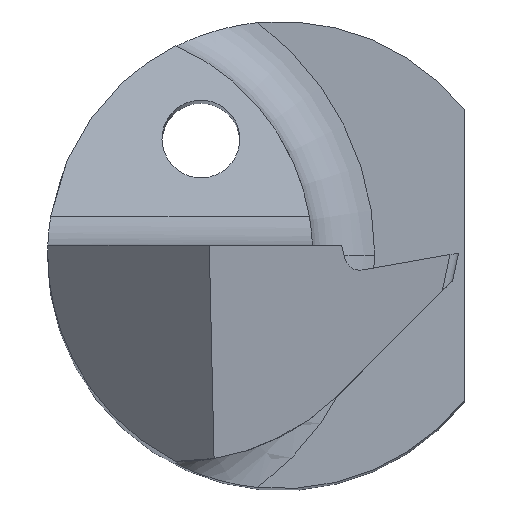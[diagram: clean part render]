
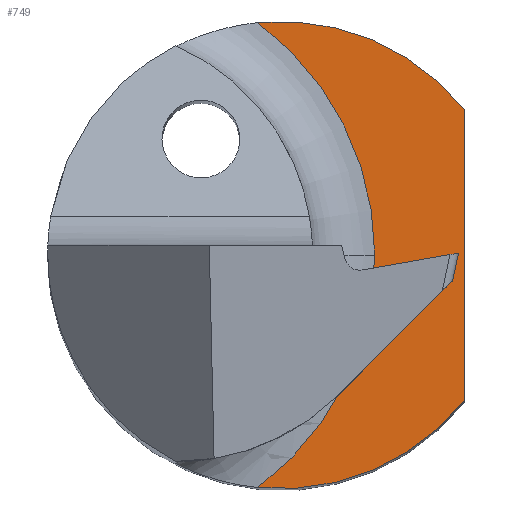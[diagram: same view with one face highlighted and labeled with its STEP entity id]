
A CAD part, top view. The second image highlights one B-rep face of the part: STEP entity #749.
In plain terms, the highlighted planar face has unit normal (0, 0, 1).
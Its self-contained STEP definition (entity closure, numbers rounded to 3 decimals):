
#8 = DIRECTION ( 'NONE',  ( 1., 0., 0. ) ) ;
#46 = DIRECTION ( 'NONE',  ( 0., 0., -1. ) ) ;
#90 = EDGE_CURVE ( 'NONE', #222, #637, #624, .T. ) ;
#93 = DIRECTION ( 'NONE',  ( 0., 0., -1. ) ) ;
#110 = AXIS2_PLACEMENT_3D ( 'NONE', #284, #46, #183 ) ;
#121 = VERTEX_POINT ( 'NONE', #708 ) ;
#147 = EDGE_CURVE ( 'NONE', #637, #968, #839, .T. ) ;
#151 = ORIENTED_EDGE ( 'NONE', *, *, #147, .T. ) ;
#164 = AXIS2_PLACEMENT_3D ( 'NONE', #425, #806, #959 ) ;
#183 = DIRECTION ( 'NONE',  ( 1., 0., 0. ) ) ;
#222 = VERTEX_POINT ( 'NONE', #280 ) ;
#228 = DIRECTION ( 'NONE',  ( 1., 0., 0. ) ) ;
#230 = CARTESIAN_POINT ( 'NONE',  ( 0., 0., 15.005 ) ) ;
#238 = CARTESIAN_POINT ( 'NONE',  ( -2.514, 0., 15.005 ) ) ;
#280 = CARTESIAN_POINT ( 'NONE',  ( -0.304, 2.985, 15.005 ) ) ;
#284 = CARTESIAN_POINT ( 'NONE',  ( -2.514, 0., 15.005 ) ) ;
#295 = LINE ( 'NONE', #591, #777 ) ;
#319 = CARTESIAN_POINT ( 'NONE',  ( 1.2, 0., 15.005 ) ) ;
#364 = EDGE_CURVE ( 'NONE', #121, #222, #546, .T. ) ;
#365 = DIRECTION ( 'NONE',  ( 0., 0., 1. ) ) ;
#370 = DIRECTION ( 'NONE',  ( 0., 1., 0. ) ) ;
#425 = CARTESIAN_POINT ( 'NONE',  ( 0., 0., 15.005 ) ) ;
#447 = DIRECTION ( 'NONE',  ( 1., 0., 0. ) ) ;
#455 = EDGE_CURVE ( 'NONE', #738, #121, #295, .T. ) ;
#462 = PLANE ( 'NONE',  #625 ) ;
#467 = CARTESIAN_POINT ( 'NONE',  ( -0.402, -0.122, 15.005 ) ) ;
#503 = EDGE_LOOP ( 'NONE', ( #867, #736, #151, #824, #937 ) ) ;
#535 = AXIS2_PLACEMENT_3D ( 'NONE', #238, #93, #8 ) ;
#546 = CIRCLE ( 'NONE', #599, 3. ) ;
#591 = CARTESIAN_POINT ( 'NONE',  ( 2.35, 1.865, 15.005 ) ) ;
#599 = AXIS2_PLACEMENT_3D ( 'NONE', #230, #365, #447 ) ;
#624 = CIRCLE ( 'NONE', #535, 3.714 ) ;
#625 = AXIS2_PLACEMENT_3D ( 'NONE', #467, #898, #228 ) ;
#637 = VERTEX_POINT ( 'NONE', #319 ) ;
#652 = CARTESIAN_POINT ( 'NONE',  ( 2.35, -1.865, 15.005 ) ) ;
#677 = CARTESIAN_POINT ( 'NONE',  ( -0.304, -2.985, 15.005 ) ) ;
#708 = CARTESIAN_POINT ( 'NONE',  ( 2.35, 1.865, 15.005 ) ) ;
#709 = EDGE_CURVE ( 'NONE', #968, #738, #751, .T. ) ;
#736 = ORIENTED_EDGE ( 'NONE', *, *, #90, .T. ) ;
#738 = VERTEX_POINT ( 'NONE', #652 ) ;
#749 = ADVANCED_FACE ( 'NONE', ( #826 ), #462, .T. ) ;
#751 = CIRCLE ( 'NONE', #164, 3. ) ;
#777 = VECTOR ( 'NONE', #370, 1000. ) ;
#806 = DIRECTION ( 'NONE',  ( 0., 0., 1. ) ) ;
#824 = ORIENTED_EDGE ( 'NONE', *, *, #709, .T. ) ;
#826 = FACE_OUTER_BOUND ( 'NONE', #503, .T. ) ;
#839 = CIRCLE ( 'NONE', #110, 3.714 ) ;
#867 = ORIENTED_EDGE ( 'NONE', *, *, #364, .T. ) ;
#898 = DIRECTION ( 'NONE',  ( 0., 0., 1. ) ) ;
#937 = ORIENTED_EDGE ( 'NONE', *, *, #455, .T. ) ;
#959 = DIRECTION ( 'NONE',  ( 1., 0., 0. ) ) ;
#968 = VERTEX_POINT ( 'NONE', #677 ) ;
